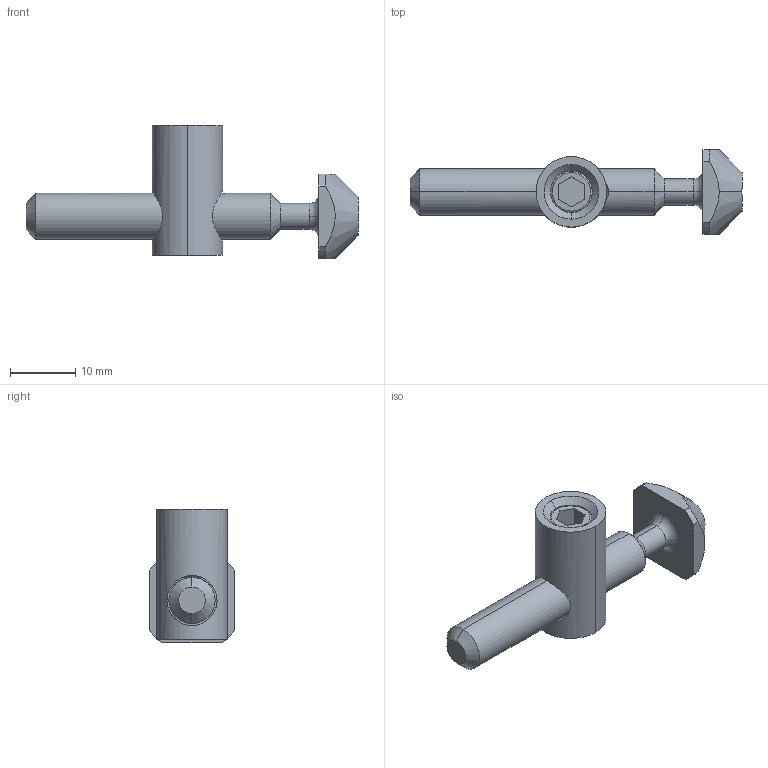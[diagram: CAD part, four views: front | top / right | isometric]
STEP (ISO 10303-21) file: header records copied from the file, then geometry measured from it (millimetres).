
FILE_DESCRIPTION(('STEP AP214'),'1');
FILE_NAME('cctmp_82E13043-4E6E-4EF7-A9B7-B065A2BEA899_2020_1_13_17_16_9_186..stp','2020-01-13T16:16:09',('Bosch Rexroth AG'),('CADClick - www.CADClick.com'),'Spatial InterOp 3D',' ','unknown authorization - (Healing Option Enabled)');
FILE_SCHEMA(('AUTOMOTIVE_DESIGN'));
Length unit declared in the file: millimetre
Products named in the file (1): 1
Bounding box: 51 x 13 x 20.5 mm (x, y, z)
Volume: 3423.8 mm3; surface area: 2548.6 mm2
Topology: 2 solids, 2 shells, 55 faces, 127 edges, 80 vertices
Faces by surface type: plane 19, cylinder 18, cone 14, torus 4
Entity records: 2427 total; most frequent: CARTESIAN_POINT 698, DIRECTION 271, ORIENTED_EDGE 254, EDGE_CURVE 127, AXIS2_PLACEMENT_3D 107, VERTEX_POINT 80, EDGE_LOOP 61, STYLED_ITEM 57
